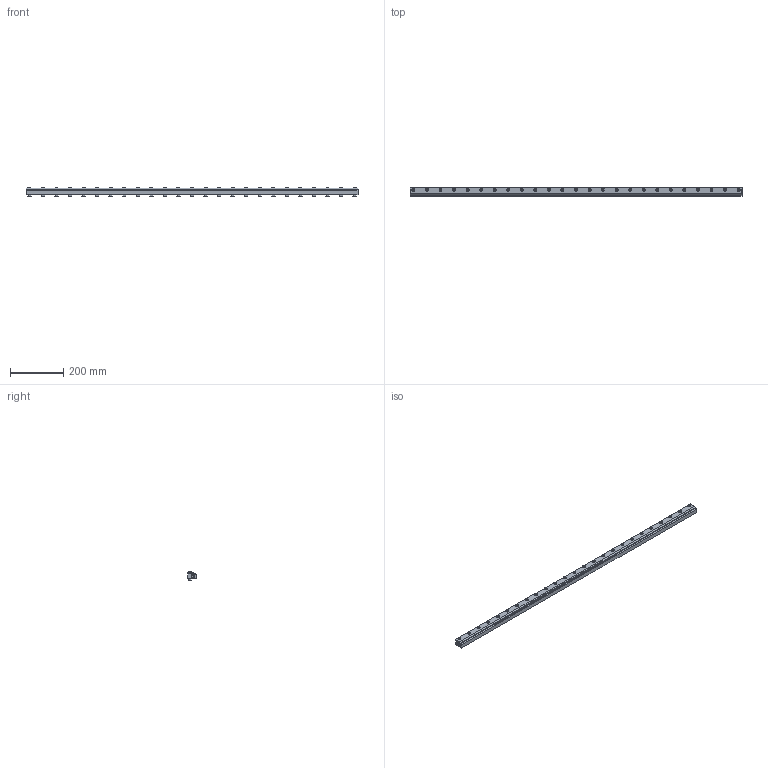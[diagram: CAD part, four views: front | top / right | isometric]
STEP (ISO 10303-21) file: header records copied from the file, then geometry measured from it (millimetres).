
FILE_DESCRIPTION((''),'2;1');
FILE_NAME('2048ss.stp','2009-09-14T09:44:41',('David Woerner'),(''),'Autodesk Inventor 2010','Autodesk Inventor 2010','');
FILE_SCHEMA(('AUTOMOTIVE_DESIGN { 1 0 10303 214 1 1 1 1 }'));
Length unit declared in the file: inch
Products named in the file (8): 2048ss; 2048SS-body; 2048SS-cap; 2583; Parker Countersunk Hex-Head Plug 219P 219P-4; Hex Thick Nut - Inch 1/4 - 20; 9776; Unbrako UNC Hex Socket Button Cap - Inch 1/4 x 1.1/4
Assembly tree (56 placements, depth 3):
  2048ss
    2048SS-body
    2048SS-cap
    2583  x2
      Parker Countersunk Hex-Head Plug 219P 219P-4
    Hex Thick Nut - Inch 1/4 - 20  x25
    9776  x25
      Unbrako UNC Hex Socket Button Cap - Inch 1/4 x 1.1/4
Bounding box: 1244.6 x 30.48 x 35.11 mm (x, y, z)
Volume: 903590.7 mm3; surface area: 247113.8 mm2
Topology: 54 solids, 54 shells, 1044 faces, 2346 edges, 1437 vertices
Faces by surface type: plane 456, cone 408, bspline 104, cylinder 51, torus 25
Full cylindrical faces by diameter (mm): 6.35 x25, 11.1 x25
Entity records: 4815 total; most frequent: CARTESIAN_POINT 1641, DIRECTION 590, ORIENTED_EDGE 458, EDGE_LOOP 292, AXIS2_PLACEMENT_3D 263, EDGE_CURVE 229, VERTEX_POINT 189, FACE_BOUND 172
